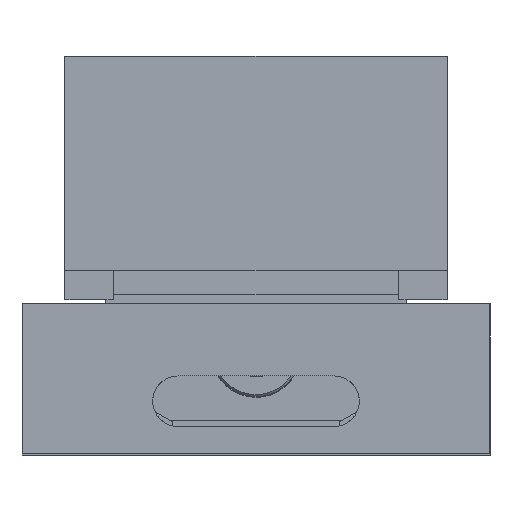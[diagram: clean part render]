
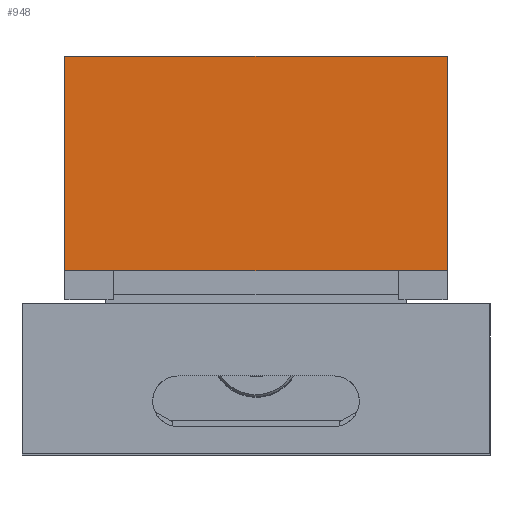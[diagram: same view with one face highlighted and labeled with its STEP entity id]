
A CAD part, left-side view. The second image highlights one B-rep face of the part: STEP entity #948.
In plain terms, the highlighted planar face has unit normal (-1, 0, 0).
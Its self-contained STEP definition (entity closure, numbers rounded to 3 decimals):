
#147=CARTESIAN_POINT('Vertex',(179.944,213.,205.)) ;
#150=CARTESIAN_POINT('Line Origine',(179.944,115.,205.)) ;
#154=CARTESIAN_POINT('Vertex',(179.944,17.,205.)) ;
#918=CARTESIAN_POINT('Axis2P3D Location',(179.944,17.,95.)) ;
#923=CARTESIAN_POINT('Line Origine',(179.944,17.,150.)) ;
#927=CARTESIAN_POINT('Vertex',(179.944,17.,95.)) ;
#930=CARTESIAN_POINT('Line Origine',(179.944,213.,150.)) ;
#934=CARTESIAN_POINT('Vertex',(179.944,213.,95.)) ;
#937=CARTESIAN_POINT('Line Origine',(179.944,115.,95.)) ;
#151=DIRECTION('Vector Direction',(0.,-1.,0.)) ;
#919=DIRECTION('Axis2P3D Direction',(1.,0.,0.)) ;
#920=DIRECTION('Axis2P3D XDirection',(0.,1.,0.)) ;
#924=DIRECTION('Vector Direction',(0.,0.,-1.)) ;
#931=DIRECTION('Vector Direction',(0.,0.,1.)) ;
#938=DIRECTION('Vector Direction',(0.,1.,0.)) ;
#921=AXIS2_PLACEMENT_3D('Plane Axis2P3D',#918,#919,#920) ;
#943=ORIENTED_EDGE('',*,*,#929,.F.) ;
#944=ORIENTED_EDGE('',*,*,#156,.F.) ;
#945=ORIENTED_EDGE('',*,*,#936,.F.) ;
#946=ORIENTED_EDGE('',*,*,#941,.F.) ;
#152=VECTOR('Line Direction',#151,1.) ;
#925=VECTOR('Line Direction',#924,1.) ;
#932=VECTOR('Line Direction',#931,1.) ;
#939=VECTOR('Line Direction',#938,1.) ;
#948=ADVANCED_FACE('Brep With Voids',(#947),#922,.F.) ;
#156=EDGE_CURVE('',#148,#155,#153,.T.) ;
#929=EDGE_CURVE('',#155,#928,#926,.T.) ;
#936=EDGE_CURVE('',#935,#148,#933,.T.) ;
#941=EDGE_CURVE('',#928,#935,#940,.T.) ;
#942=EDGE_LOOP('',(#943,#944,#945,#946)) ;
#947=FACE_OUTER_BOUND('',#942,.T.) ;
#153=LINE('Line',#150,#152) ;
#926=LINE('Line',#923,#925) ;
#933=LINE('Line',#930,#932) ;
#940=LINE('Line',#937,#939) ;
#922=PLANE('Plane',#921) ;
#148=VERTEX_POINT('',#147) ;
#155=VERTEX_POINT('',#154) ;
#928=VERTEX_POINT('',#927) ;
#935=VERTEX_POINT('',#934) ;
